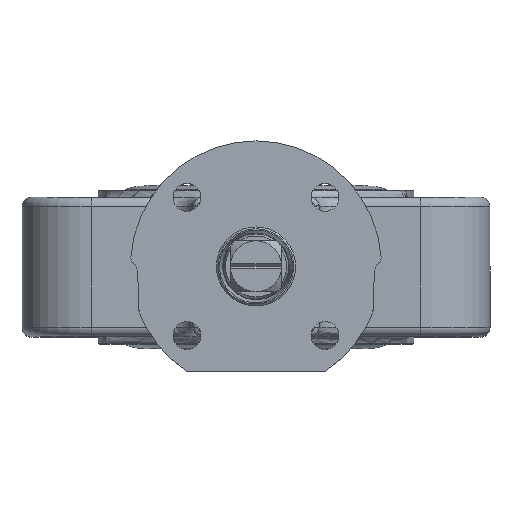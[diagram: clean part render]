
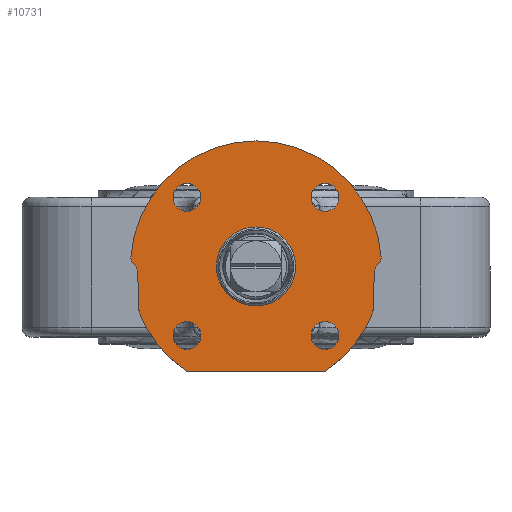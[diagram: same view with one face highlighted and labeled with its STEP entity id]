
A CAD part, top view. The second image highlights one B-rep face of the part: STEP entity #10731.
In plain terms, the highlighted planar face has unit normal (0, 0, 1).
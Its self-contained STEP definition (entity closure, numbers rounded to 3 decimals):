
#915=LINE('',#17720,#1568);
#1386=LINE('',#21912,#2039);
#1445=LINE('',#22369,#2098);
#1568=VECTOR('',#12509,10.);
#2039=VECTOR('',#13952,10.);
#2098=VECTOR('',#14241,10.);
#2207=FACE_BOUND('',#3531,.T.);
#2208=FACE_BOUND('',#3532,.T.);
#2209=FACE_BOUND('',#3533,.T.);
#2210=FACE_BOUND('',#3534,.T.);
#2211=FACE_BOUND('',#3535,.T.);
#2809=FACE_OUTER_BOUND('',#3530,.T.);
#3530=EDGE_LOOP('',(#9139,#9140,#9141,#9142,#9143,#9144,#9145,#9146,#9147,
#9148));
#3531=EDGE_LOOP('',(#9149));
#3532=EDGE_LOOP('',(#9150));
#3533=EDGE_LOOP('',(#9151));
#3534=EDGE_LOOP('',(#9152));
#3535=EDGE_LOOP('',(#9153));
#3738=CIRCLE('',#11093,27.);
#3740=CIRCLE('',#11097,2.);
#3945=CIRCLE('',#11583,27.);
#3984=CIRCLE('',#11689,2.);
#3985=CIRCLE('',#11691,27.);
#3986=CIRCLE('',#11693,2.);
#3987=CIRCLE('',#11695,2.);
#3988=CIRCLE('',#11698,3.);
#3989=CIRCLE('',#11699,3.);
#3990=CIRCLE('',#11700,3.);
#3991=CIRCLE('',#11701,3.);
#3992=CIRCLE('',#11702,8.5);
#4281=VERTEX_POINT('',#17710);
#4282=VERTEX_POINT('',#17711);
#4285=VERTEX_POINT('',#17719);
#4287=VERTEX_POINT('',#17725);
#4853=VERTEX_POINT('',#21911);
#4855=VERTEX_POINT('',#21918);
#4921=VERTEX_POINT('',#22353);
#4922=VERTEX_POINT('',#22357);
#4923=VERTEX_POINT('',#22361);
#4924=VERTEX_POINT('',#22365);
#4925=VERTEX_POINT('',#22371);
#4926=VERTEX_POINT('',#22373);
#4927=VERTEX_POINT('',#22375);
#4928=VERTEX_POINT('',#22377);
#4929=VERTEX_POINT('',#22379);
#5315=EDGE_CURVE('',#4281,#4282,#3738,.T.);
#5319=EDGE_CURVE('',#4285,#4281,#915,.T.);
#5322=EDGE_CURVE('',#4287,#4285,#3740,.T.);
#6222=EDGE_CURVE('',#4282,#4853,#1386,.T.);
#6226=EDGE_CURVE('',#4853,#4855,#3945,.T.);
#6346=EDGE_CURVE('',#4921,#4287,#3984,.T.);
#6348=EDGE_CURVE('',#4922,#4921,#3985,.T.);
#6350=EDGE_CURVE('',#4923,#4922,#3986,.T.);
#6352=EDGE_CURVE('',#4924,#4923,#3987,.T.);
#6354=EDGE_CURVE('',#4855,#4924,#1445,.T.);
#6355=EDGE_CURVE('',#4925,#4925,#3988,.T.);
#6356=EDGE_CURVE('',#4926,#4926,#3989,.T.);
#6357=EDGE_CURVE('',#4927,#4927,#3990,.T.);
#6358=EDGE_CURVE('',#4928,#4928,#3991,.T.);
#6359=EDGE_CURVE('',#4929,#4929,#3992,.T.);
#9139=ORIENTED_EDGE('',*,*,#5322,.F.);
#9140=ORIENTED_EDGE('',*,*,#6346,.F.);
#9141=ORIENTED_EDGE('',*,*,#6348,.F.);
#9142=ORIENTED_EDGE('',*,*,#6350,.F.);
#9143=ORIENTED_EDGE('',*,*,#6352,.F.);
#9144=ORIENTED_EDGE('',*,*,#6354,.F.);
#9145=ORIENTED_EDGE('',*,*,#6226,.F.);
#9146=ORIENTED_EDGE('',*,*,#6222,.F.);
#9147=ORIENTED_EDGE('',*,*,#5315,.F.);
#9148=ORIENTED_EDGE('',*,*,#5319,.F.);
#9149=ORIENTED_EDGE('',*,*,#6355,.T.);
#9150=ORIENTED_EDGE('',*,*,#6356,.T.);
#9151=ORIENTED_EDGE('',*,*,#6357,.T.);
#9152=ORIENTED_EDGE('',*,*,#6358,.T.);
#9153=ORIENTED_EDGE('',*,*,#6359,.T.);
#9522=PLANE('',#11697);
#10731=ADVANCED_FACE('',(#2809,#2207,#2208,#2209,#2210,#2211),#9522,.F.);
#11093=AXIS2_PLACEMENT_3D('',#17712,#12501,#12502);
#11097=AXIS2_PLACEMENT_3D('',#17726,#12514,#12515);
#11583=AXIS2_PLACEMENT_3D('',#21919,#13958,#13959);
#11689=AXIS2_PLACEMENT_3D('',#22354,#14221,#14222);
#11691=AXIS2_PLACEMENT_3D('',#22358,#14226,#14227);
#11693=AXIS2_PLACEMENT_3D('',#22362,#14231,#14232);
#11695=AXIS2_PLACEMENT_3D('',#22366,#14236,#14237);
#11697=AXIS2_PLACEMENT_3D('',#22370,#14242,#14243);
#11698=AXIS2_PLACEMENT_3D('',#22372,#14244,#14245);
#11699=AXIS2_PLACEMENT_3D('',#22374,#14246,#14247);
#11700=AXIS2_PLACEMENT_3D('',#22376,#14248,#14249);
#11701=AXIS2_PLACEMENT_3D('',#22378,#14250,#14251);
#11702=AXIS2_PLACEMENT_3D('',#22380,#14252,#14253);
#12501=DIRECTION('center_axis',(0.,0.,-1.));
#12502=DIRECTION('ref_axis',(0.553,-0.833,0.));
#12509=DIRECTION('',(-0.035,-0.999,0.));
#12514=DIRECTION('center_axis',(0.,0.,1.));
#12515=DIRECTION('ref_axis',(-0.999,0.035,0.));
#13952=DIRECTION('',(-1.,0.,0.));
#13958=DIRECTION('center_axis',(0.,0.,-1.));
#13959=DIRECTION('ref_axis',(-0.932,-0.363,0.));
#14221=DIRECTION('center_axis',(0.,0.,-1.));
#14222=DIRECTION('ref_axis',(0.633,-0.774,0.));
#14226=DIRECTION('center_axis',(0.,0.,-1.));
#14227=DIRECTION('ref_axis',(1.,0.,0.));
#14231=DIRECTION('center_axis',(0.,0.,-1.));
#14232=DIRECTION('ref_axis',(-0.997,0.077,0.));
#14236=DIRECTION('center_axis',(0.,0.,1.));
#14237=DIRECTION('ref_axis',(0.633,0.774,0.));
#14241=DIRECTION('',(-0.035,0.999,0.));
#14242=DIRECTION('center_axis',(0.,0.,-1.));
#14243=DIRECTION('ref_axis',(-1.,0.,0.));
#14244=DIRECTION('center_axis',(0.,0.,-1.));
#14245=DIRECTION('ref_axis',(-1.,0.,0.));
#14246=DIRECTION('center_axis',(0.,0.,-1.));
#14247=DIRECTION('ref_axis',(0.,1.,0.));
#14248=DIRECTION('center_axis',(0.,0.,-1.));
#14249=DIRECTION('ref_axis',(0.,-1.,0.));
#14250=DIRECTION('center_axis',(0.,0.,-1.));
#14251=DIRECTION('ref_axis',(1.,0.,0.));
#14252=DIRECTION('center_axis',(0.,0.,-1.));
#14253=DIRECTION('ref_axis',(1.,0.,0.));
#17710=CARTESIAN_POINT('',(21.253,29.82,126.466));
#17711=CARTESIAN_POINT('',(11.02,17.122,126.466));
#17712=CARTESIAN_POINT('Origin',(-3.905,39.622,126.466));
#17719=CARTESIAN_POINT('',(21.557,38.513,126.466));
#17720=CARTESIAN_POINT('',(22.02,51.784,126.466));
#17725=CARTESIAN_POINT('',(22.289,39.991,126.466));
#17726=CARTESIAN_POINT('Origin',(23.555,38.443,126.466));
#21911=CARTESIAN_POINT('',(-18.83,17.122,126.466));
#21912=CARTESIAN_POINT('',(-29.083,17.122,126.466));
#21918=CARTESIAN_POINT('',(-29.062,29.82,126.466));
#21919=CARTESIAN_POINT('Origin',(-3.905,39.622,126.466));
#22353=CARTESIAN_POINT('',(23.016,41.692,126.466));
#22354=CARTESIAN_POINT('Origin',(21.022,41.538,126.466));
#22357=CARTESIAN_POINT('',(-30.825,41.692,126.466));
#22358=CARTESIAN_POINT('Origin',(-3.905,39.622,126.466));
#22361=CARTESIAN_POINT('',(-30.098,39.991,126.466));
#22362=CARTESIAN_POINT('Origin',(-28.831,41.538,126.466));
#22365=CARTESIAN_POINT('',(-29.366,38.513,126.466));
#22366=CARTESIAN_POINT('Origin',(-31.365,38.443,126.466));
#22369=CARTESIAN_POINT('',(-29.72,48.639,126.466));
#22370=CARTESIAN_POINT('Origin',(-54.261,66.623,126.466));
#22371=CARTESIAN_POINT('',(-21.754,24.773,126.466));
#22372=CARTESIAN_POINT('Origin',(-18.754,24.773,126.466));
#22373=CARTESIAN_POINT('',(-18.754,57.472,126.466));
#22374=CARTESIAN_POINT('Origin',(-18.754,54.472,126.466));
#22375=CARTESIAN_POINT('',(10.944,21.773,126.466));
#22376=CARTESIAN_POINT('Origin',(10.944,24.773,126.466));
#22377=CARTESIAN_POINT('',(13.944,54.472,126.466));
#22378=CARTESIAN_POINT('Origin',(10.944,54.472,126.466));
#22379=CARTESIAN_POINT('',(4.595,39.622,126.466));
#22380=CARTESIAN_POINT('Origin',(-3.905,39.622,126.466));
